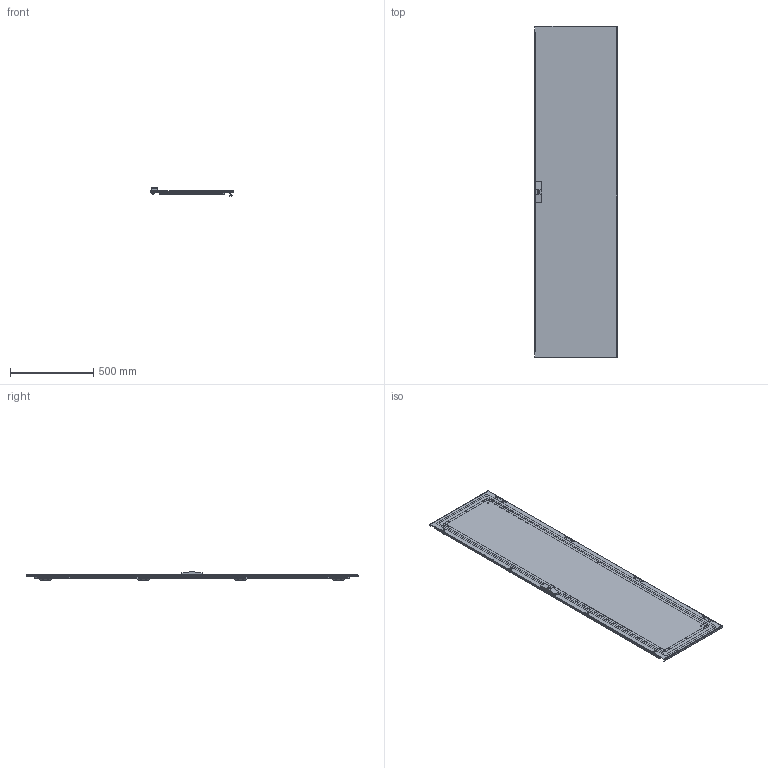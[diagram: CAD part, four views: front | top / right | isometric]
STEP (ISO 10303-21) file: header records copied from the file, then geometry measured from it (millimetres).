
FILE_DESCRIPTION (( 'STEP AP203' ), '1' );
FILE_NAME ('YKM40D-FO-DM-200-100 FORMAT Äâåðü ìåòàë. äâóñòâîð÷àòàÿ (ñòâîðêà 1) 2000õ1000 IEK.STEP', '2020-12-17T08:54:15', ( '' ), ( '' ), 'SwSTEP 2.0', 'SolidWorks 2017', '' );
FILE_SCHEMA (( 'CONFIG_CONTROL_DESIGN' ));
Products named in the file (1): YKM40D-FO-DM-200-100  FORMAT Äâåðü ìåòàë. äâóñòâîð÷àòàÿ (ñòâîðêà 1) 2000õ1000 IEK
Bounding box: 495 x 1994.56 x 49.96 mm (x, y, z)
Volume: 3154518.8 mm3; surface area: 3066395.5 mm2
Topology: 84 solids, 84 shells, 3799 faces, 9820 edges, 6345 vertices
Faces by surface type: plane 2214, cylinder 1015, cone 310, torus 200, bspline 52, sphere 8
Full cylindrical faces by diameter (mm): 2.5 x1, 4 x4, 5.4 x160, 6 x16, 7.5 x12, 8 x2, 9 x24, 9.5 x2, 14.2 x4
Entity records: 117071 total; most frequent: CARTESIAN_POINT 24648, DIRECTION 19008, ORIENTED_EDGE 18724, EDGE_CURVE 9362, AXIS2_PLACEMENT_3D 6358, LINE 6292, VECTOR 6292, VERTEX_POINT 6154
